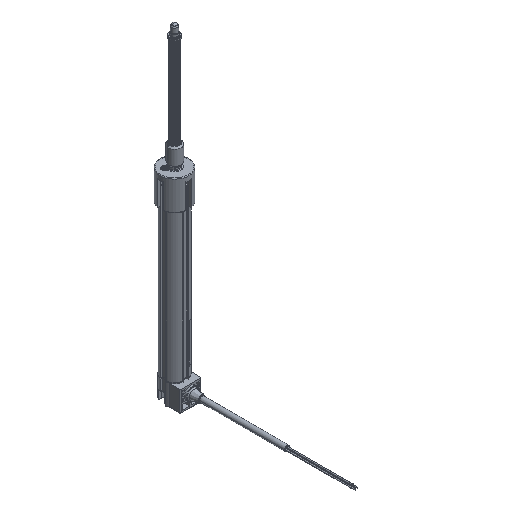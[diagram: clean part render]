
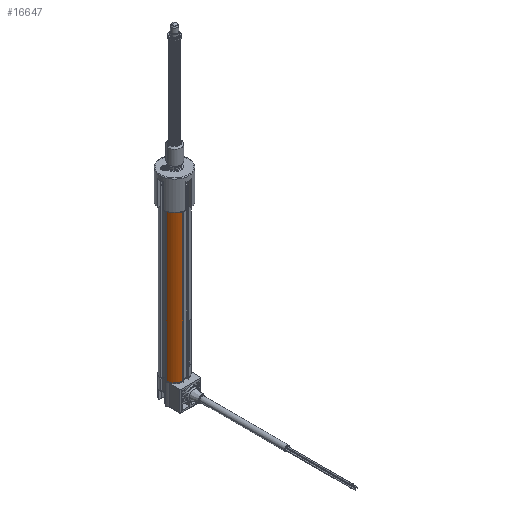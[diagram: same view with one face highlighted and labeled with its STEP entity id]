
A CAD part, isometric view. The second image highlights one B-rep face of the part: STEP entity #16647.
In plain terms, the highlighted cylindrical face has radius 9 mm (diameter 18 mm), a partial arc.
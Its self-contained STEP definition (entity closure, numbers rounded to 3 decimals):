
#358 = CARTESIAN_POINT ( 'NONE',  ( -8.714, -2.25, 127. ) ) ;
#818 = VERTEX_POINT ( 'NONE', #21915 ) ;
#1025 = CARTESIAN_POINT ( 'NONE',  ( -2.25, -8.714, 127. ) ) ;
#1173 = ORIENTED_EDGE ( 'NONE', *, *, #1216, .T. ) ;
#1216 = EDGE_CURVE ( 'NONE', #818, #20098, #7656, .T. ) ;
#2297 = CARTESIAN_POINT ( 'NONE',  ( 0., 0., 0. ) ) ;
#2713 = ORIENTED_EDGE ( 'NONE', *, *, #39932, .T. ) ;
#2922 = VERTEX_POINT ( 'NONE', #15791 ) ;
#3369 = DIRECTION ( 'NONE',  ( 0., 0., -1. ) ) ;
#5123 = AXIS2_PLACEMENT_3D ( 'NONE', #34918, #16165, #38087 ) ;
#5490 = DIRECTION ( 'NONE',  ( 1., 0., 0. ) ) ;
#5779 = EDGE_LOOP ( 'NONE', ( #1173, #2713, #8711, #11473 ) ) ;
#7169 = AXIS2_PLACEMENT_3D ( 'NONE', #36209, #14286, #30034 ) ;
#7335 = FACE_OUTER_BOUND ( 'NONE', #5779, .T. ) ;
#7656 = CIRCLE ( 'NONE', #38635, 9. ) ;
#8711 = ORIENTED_EDGE ( 'NONE', *, *, #30199, .F. ) ;
#11473 = ORIENTED_EDGE ( 'NONE', *, *, #32674, .T. ) ;
#12518 = VECTOR ( 'NONE', #22954, 1000. ) ;
#14286 = DIRECTION ( 'NONE',  ( 0., 0., -1. ) ) ;
#15791 = CARTESIAN_POINT ( 'NONE',  ( -8.714, -2.25, 127. ) ) ;
#16165 = DIRECTION ( 'NONE',  ( 0., 0., 1. ) ) ;
#16647 = ADVANCED_FACE ( 'NONE', ( #7335 ), #20076, .T. ) ;
#17130 = VERTEX_POINT ( 'NONE', #23306 ) ;
#20076 = CYLINDRICAL_SURFACE ( 'NONE', #7169, 9. ) ;
#20098 = VERTEX_POINT ( 'NONE', #25167 ) ;
#20412 = LINE ( 'NONE', #358, #37074 ) ;
#21915 = CARTESIAN_POINT ( 'NONE',  ( -8.714, -2.25, 0. ) ) ;
#22954 = DIRECTION ( 'NONE',  ( 0., 0., 1. ) ) ;
#23031 = CIRCLE ( 'NONE', #5123, 9. ) ;
#23306 = CARTESIAN_POINT ( 'NONE',  ( -2.25, -8.714, 127. ) ) ;
#24260 = DIRECTION ( 'NONE',  ( 0., 0., 1. ) ) ;
#25167 = CARTESIAN_POINT ( 'NONE',  ( -2.25, -8.714, 0. ) ) ;
#30034 = DIRECTION ( 'NONE',  ( -1., 0., 0. ) ) ;
#30199 = EDGE_CURVE ( 'NONE', #2922, #17130, #23031, .T. ) ;
#32674 = EDGE_CURVE ( 'NONE', #2922, #818, #20412, .T. ) ;
#34918 = CARTESIAN_POINT ( 'NONE',  ( 0., 0., 127. ) ) ;
#36209 = CARTESIAN_POINT ( 'NONE',  ( 0., 0., 127. ) ) ;
#37074 = VECTOR ( 'NONE', #3369, 1000. ) ;
#38087 = DIRECTION ( 'NONE',  ( 1., 0., 0. ) ) ;
#38494 = LINE ( 'NONE', #1025, #12518 ) ;
#38635 = AXIS2_PLACEMENT_3D ( 'NONE', #2297, #24260, #5490 ) ;
#39932 = EDGE_CURVE ( 'NONE', #20098, #17130, #38494, .T. ) ;
